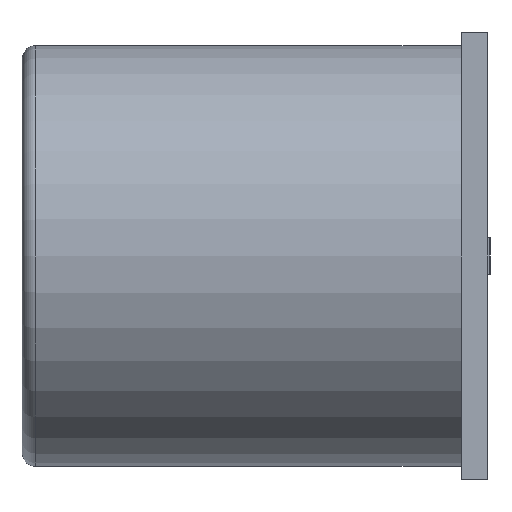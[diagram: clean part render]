
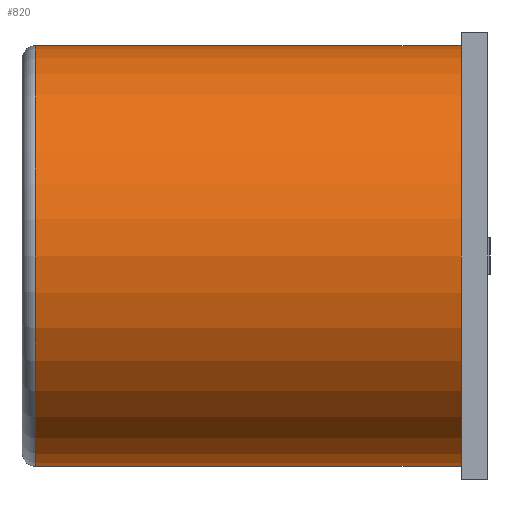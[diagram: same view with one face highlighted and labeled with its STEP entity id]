
A CAD part, left-side view. The second image highlights one B-rep face of the part: STEP entity #820.
In plain terms, the highlighted cylindrical face has radius 8 mm (diameter 16 mm), a partial arc.
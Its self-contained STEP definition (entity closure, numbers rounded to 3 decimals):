
#4 = VERTEX_POINT ( 'NONE', #865 ) ;
#25 = DIRECTION ( 'NONE',  ( 0., -1., 0. ) ) ;
#42 = DIRECTION ( 'NONE',  ( 0., 1., 0. ) ) ;
#61 = CARTESIAN_POINT ( 'NONE',  ( -8.5, 17.2, -16.5 ) ) ;
#87 = AXIS2_PLACEMENT_3D ( 'NONE', #211, #750, #300 ) ;
#160 = VERTEX_POINT ( 'NONE', #361 ) ;
#163 = CYLINDRICAL_SURFACE ( 'NONE', #876, 8. ) ;
#199 = CIRCLE ( 'NONE', #647, 8. ) ;
#211 = CARTESIAN_POINT ( 'NONE',  ( -8.5, 17.2, -8.5 ) ) ;
#294 = DIRECTION ( 'NONE',  ( 0., 0., -1. ) ) ;
#300 = DIRECTION ( 'NONE',  ( 0., 0., 1. ) ) ;
#338 = ORIENTED_EDGE ( 'NONE', *, *, #777, .F. ) ;
#361 = CARTESIAN_POINT ( 'NONE',  ( -8.5, 17.2, -0.5 ) ) ;
#367 = CARTESIAN_POINT ( 'NONE',  ( -8.5, 17.7, -8.5 ) ) ;
#414 = VECTOR ( 'NONE', #605, 1000. ) ;
#447 = VECTOR ( 'NONE', #25, 1000. ) ;
#518 = CARTESIAN_POINT ( 'NONE',  ( -8.5, 17.7, -0.5 ) ) ;
#527 = CARTESIAN_POINT ( 'NONE',  ( -8.5, 1., -8.5 ) ) ;
#528 = CARTESIAN_POINT ( 'NONE',  ( -8.5, 1., -16.5 ) ) ;
#600 = DIRECTION ( 'NONE',  ( 0., 0., 1. ) ) ;
#605 = DIRECTION ( 'NONE',  ( 0., -1., 0. ) ) ;
#627 = VERTEX_POINT ( 'NONE', #61 ) ;
#634 = LINE ( 'NONE', #518, #447 ) ;
#647 = AXIS2_PLACEMENT_3D ( 'NONE', #527, #42, #600 ) ;
#657 = EDGE_CURVE ( 'NONE', #160, #627, #802, .T. ) ;
#666 = VERTEX_POINT ( 'NONE', #528 ) ;
#716 = EDGE_CURVE ( 'NONE', #627, #666, #987, .T. ) ;
#725 = EDGE_CURVE ( 'NONE', #666, #4, #199, .T. ) ;
#750 = DIRECTION ( 'NONE',  ( 0., -1., 0. ) ) ;
#777 = EDGE_CURVE ( 'NONE', #160, #4, #634, .T. ) ;
#778 = ORIENTED_EDGE ( 'NONE', *, *, #657, .T. ) ;
#783 = FACE_OUTER_BOUND ( 'NONE', #916, .T. ) ;
#793 = ORIENTED_EDGE ( 'NONE', *, *, #716, .T. ) ;
#802 = CIRCLE ( 'NONE', #87, 8. ) ;
#806 = ORIENTED_EDGE ( 'NONE', *, *, #725, .T. ) ;
#820 = ADVANCED_FACE ( 'NONE', ( #783 ), #163, .T. ) ;
#865 = CARTESIAN_POINT ( 'NONE',  ( -8.5, 1., -0.5 ) ) ;
#876 = AXIS2_PLACEMENT_3D ( 'NONE', #367, #945, #294 ) ;
#909 = CARTESIAN_POINT ( 'NONE',  ( -8.5, 17.7, -16.5 ) ) ;
#916 = EDGE_LOOP ( 'NONE', ( #338, #778, #793, #806 ) ) ;
#945 = DIRECTION ( 'NONE',  ( 0., -1., 0. ) ) ;
#987 = LINE ( 'NONE', #909, #414 ) ;
